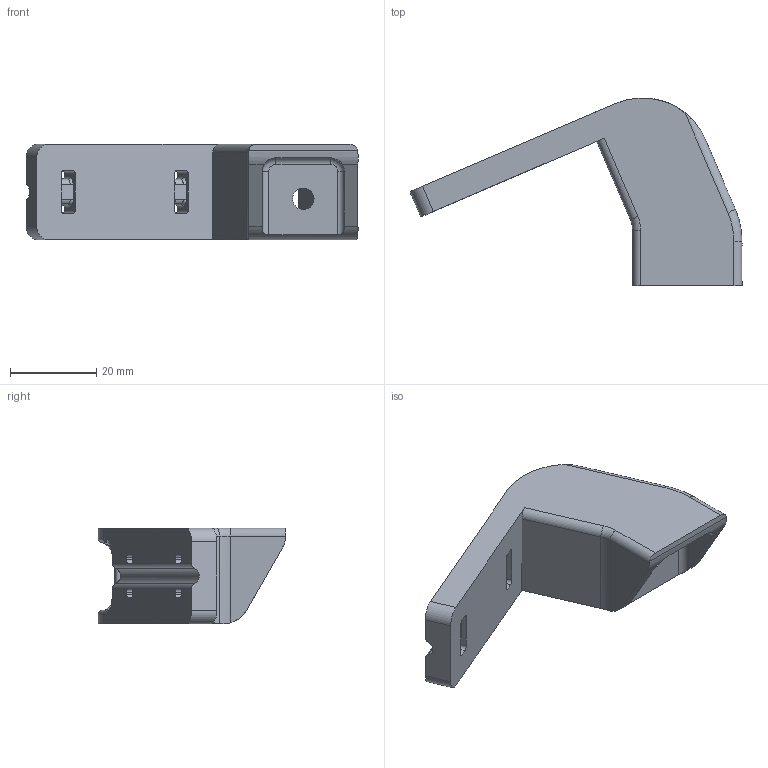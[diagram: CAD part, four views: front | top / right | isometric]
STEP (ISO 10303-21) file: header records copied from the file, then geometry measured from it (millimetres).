
FILE_DESCRIPTION(/* description */ (''),/* implementation_level */ '2;1');
FILE_NAME(/* name */ 'Monitor LED Hood.step',/* time_stamp */ '2020-08-03T15:53:49-04:00',/* author */ (''),/* organization */ (''),/* preprocessor_version */ 'ST-DEVELOPER v18.1',/* originating_system */ 'Autodesk Translation Framework v9.3.0.1241',/* authorisation */ '');
FILE_SCHEMA (('AUTOMOTIVE_DESIGN { 1 0 10303 214 3 1 1 }'));
Length unit declared in the file: inch
Products named in the file (1): Monitor LED Hood
Bounding box: 77.06 x 43.6 x 22.23 mm (x, y, z)
Volume: 17372.6 mm3; surface area: 9210 mm2
Topology: 1 solids, 1 shells, 116 faces, 310 edges, 188 vertices
Faces by surface type: cylinder 47, plane 35, bspline 21, torus 13
Full cylindrical faces by diameter (mm): 5 x1
Entity records: 4512 total; most frequent: CARTESIAN_POINT 1689, ORIENTED_EDGE 608, DIRECTION 551, EDGE_CURVE 304, AXIS2_PLACEMENT_3D 202, VERTEX_POINT 188, LINE 147, VECTOR 147
